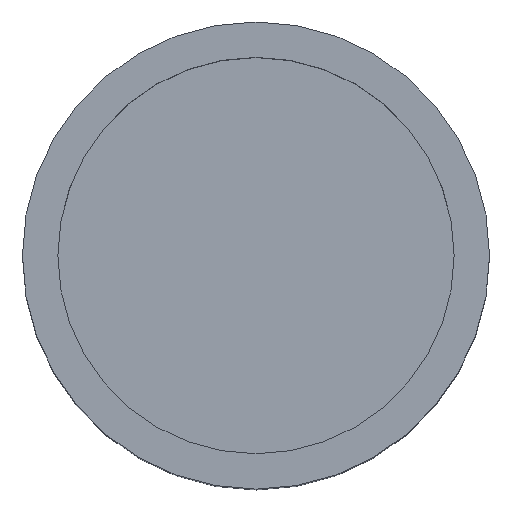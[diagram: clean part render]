
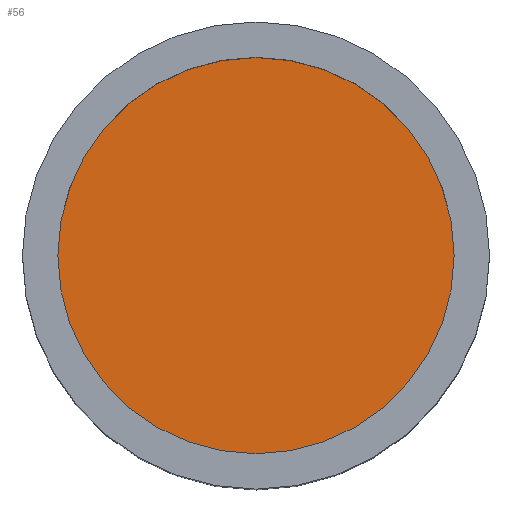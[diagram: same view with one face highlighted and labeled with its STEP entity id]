
A CAD part, top view. The second image highlights one B-rep face of the part: STEP entity #56.
In plain terms, the highlighted planar face has unit normal (0, 0, 1).
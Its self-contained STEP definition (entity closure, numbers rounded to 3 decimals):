
#56=ADVANCED_FACE('',(#83),#84,.T.);
#83=FACE_OUTER_BOUND('',#113,.T.);
#84=PLANE('',#114);
#113=EDGE_LOOP('',(#191,#192));
#114=AXIS2_PLACEMENT_3D('',#193,#194,#195);
#191=ORIENTED_EDGE('',*,*,#234,.T.);
#192=ORIENTED_EDGE('',*,*,#236,.F.);
#193=CARTESIAN_POINT('',(0.0,0.0,-1.0));
#194=DIRECTION('',(0.0,0.0,1.0));
#195=DIRECTION('',(1.0,-0.0,0.0));
#234=EDGE_CURVE('',#273,#271,#274,.T.);
#236=EDGE_CURVE('',#273,#271,#276,.T.);
#271=VERTEX_POINT('',#319);
#273=VERTEX_POINT('',#322);
#274=CIRCLE('',#323,1.4);
#276=CIRCLE('',#326,1.4);
#319=CARTESIAN_POINT('',(-1.4,0.0,-1.0));
#322=CARTESIAN_POINT('',(1.4,0.0,-1.0));
#323=AXIS2_PLACEMENT_3D('',#378,#379,#380);
#326=AXIS2_PLACEMENT_3D('',#382,#383,#384);
#378=CARTESIAN_POINT('',(0.0,0.0,-1.0));
#379=DIRECTION('',(0.0,0.0,1.0));
#380=DIRECTION('',(1.0,0.0,0.0));
#382=CARTESIAN_POINT('',(0.0,0.0,-1.0));
#383=DIRECTION('',(0.0,0.0,-1.0));
#384=DIRECTION('',(1.0,0.0,0.0));
